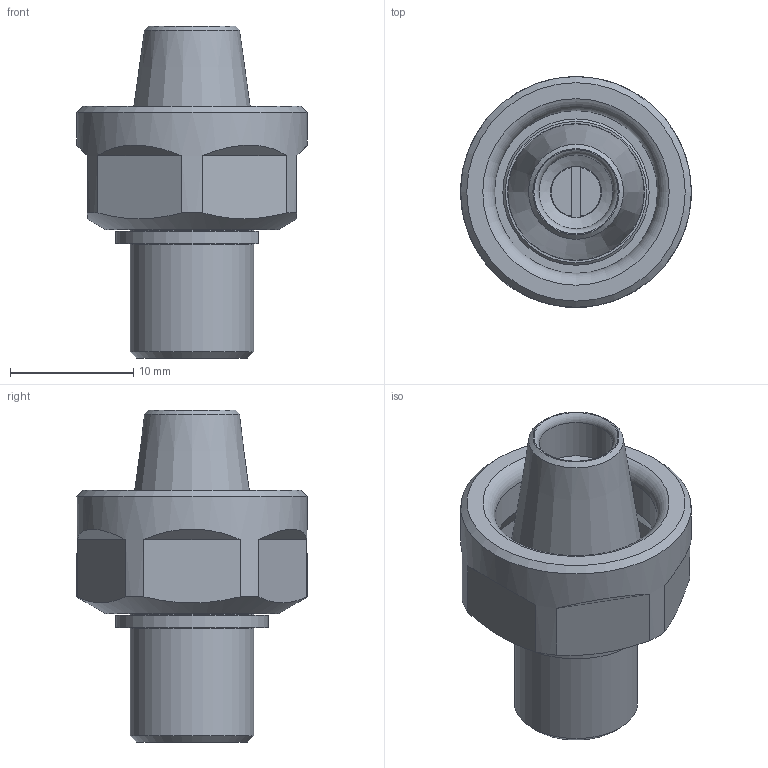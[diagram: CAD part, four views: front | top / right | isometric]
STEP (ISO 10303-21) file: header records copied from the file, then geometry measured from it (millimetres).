
FILE_DESCRIPTION(/* description */ (''),/* implementation_level */ '2;1');
FILE_NAME(/* name */ '716511080.stp',/* time_stamp */ '2021-01-27T12:44:52',/* author */ ('LRA'),/* organization */ ('REGO-FIX'),/* preprocessor_version */ ' Unknown',/* originating_system */ 'SIEMENS PLM Software Solid Edge ST10',/* authorization */ 'Unknown');
FILE_SCHEMA (('AUTOMOTIVE_DESIGN { 1 0 10303 214 2 1 1}'));
Length unit declared in the file: millimetre
Products named in the file (1): NOCUT
Bounding box: 18.7 x 18.7 x 26.9 mm (x, y, z)
Volume: 2665.2 mm3; surface area: 2731.2 mm2
Topology: 1 solids, 1 shells, 66 faces, 149 edges, 94 vertices
Faces by surface type: plane 30, cone 16, cylinder 14, torus 6
Full cylindrical faces by diameter (mm): 4.134 x2, 5.2 x1, 6 x1, 8.8 x1, 10 x2, 10.2 x1, 10.7 x1, 11.85 x1, 13.188 x1, 14.5 x1, 18.7 x1
Entity records: 2111 total; most frequent: DIRECTION 298, CARTESIAN_POINT 296, ORIENTED_EDGE 212, AXIS2_PLACEMENT_3D 132, EDGE_LOOP 108, FACE_BOUND 108, EDGE_CURVE 106, VERTEX_POINT 84
